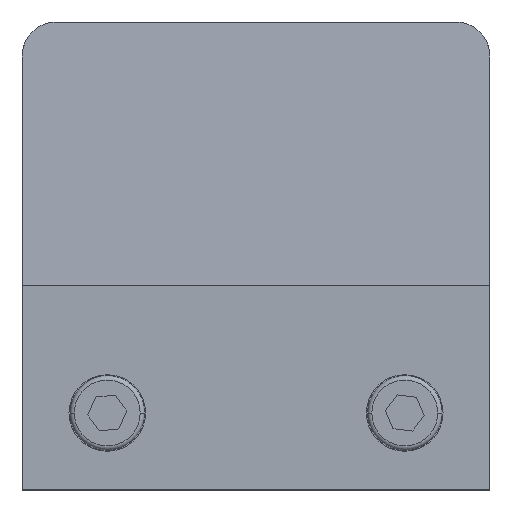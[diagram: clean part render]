
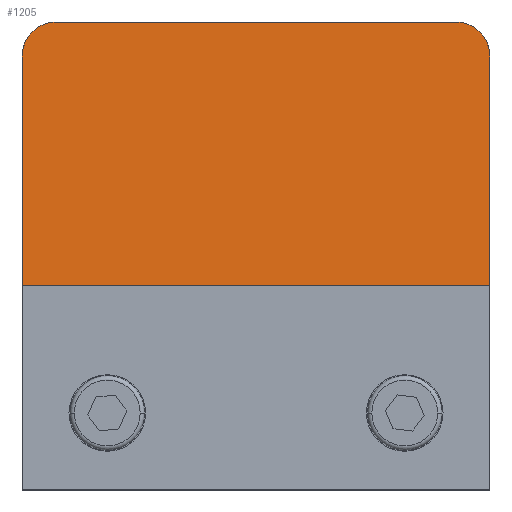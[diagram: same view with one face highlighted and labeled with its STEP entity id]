
A CAD part, top view. The second image highlights one B-rep face of the part: STEP entity #1205.
In plain terms, the highlighted planar face has unit normal (0, 0.064, 0.998).
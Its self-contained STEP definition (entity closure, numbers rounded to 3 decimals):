
#17 = EDGE_CURVE ( 'NONE', #3083, #1828, #152, .T. ) ;
#26 = VECTOR ( 'NONE', #2822, 1000. ) ;
#147 = ORIENTED_EDGE ( 'NONE', *, *, #2559, .T. ) ;
#152 = LINE ( 'NONE', #2930, #1269 ) ;
#162 = CARTESIAN_POINT ( 'NONE',  ( 27.5, 6.5, 23.5 ) ) ;
#228 = DIRECTION ( 'NONE',  ( -1., 0., 0. ) ) ;
#233 = CARTESIAN_POINT ( 'NONE',  ( -27.5, 33.5, 21.758 ) ) ;
#355 = FACE_OUTER_BOUND ( 'NONE', #3012, .T. ) ;
#454 =( BOUNDED_CURVE ( )  B_SPLINE_CURVE ( 3, ( #2477, #1212, #2223, #2443 ),
 .UNSPECIFIED., .F., .T. ) 
 B_SPLINE_CURVE_WITH_KNOTS ( ( 4, 4 ),
 ( 4.712, 6.283 ),
 .UNSPECIFIED. ) 
 CURVE ( )  GEOMETRIC_REPRESENTATION_ITEM ( )  RATIONAL_B_SPLINE_CURVE ( ( 1., 0.805, 0.805, 1. ) ) 
 REPRESENTATION_ITEM ( '' )  );
#504 = ORIENTED_EDGE ( 'NONE', *, *, #2314, .F. ) ;
#647 = CARTESIAN_POINT ( 'NONE',  ( 23.5, 37.5, 21.5 ) ) ;
#771 = CARTESIAN_POINT ( 'NONE',  ( -27.5, 35.843, 21.607 ) ) ;
#802 = CARTESIAN_POINT ( 'NONE',  ( -23.5, 37.5, 21.5 ) ) ;
#922 = ORIENTED_EDGE ( 'NONE', *, *, #3239, .T. ) ;
#989 = VECTOR ( 'NONE', #228, 1000. ) ;
#1205 = ADVANCED_FACE ( 'NONE', ( #355 ), #2865, .F. ) ;
#1212 = CARTESIAN_POINT ( 'NONE',  ( 27.5, 35.843, 21.607 ) ) ;
#1269 = VECTOR ( 'NONE', #2970, 1000. ) ;
#1276 = LINE ( 'NONE', #2077, #26 ) ;
#1303 = CARTESIAN_POINT ( 'NONE',  ( 27.5, 37.5, 21.5 ) ) ;
#1359 = CARTESIAN_POINT ( 'NONE',  ( 27.5, 33.5, 21.758 ) ) ;
#1428 = CARTESIAN_POINT ( 'NONE',  ( -27.5, 33.5, 21.758 ) ) ;
#1496 = LINE ( 'NONE', #2526, #989 ) ;
#1667 = CARTESIAN_POINT ( 'NONE',  ( -27.5, 6.5, 23.5 ) ) ;
#1672 = VERTEX_POINT ( 'NONE', #647 ) ;
#1828 = VERTEX_POINT ( 'NONE', #2590 ) ;
#2077 = CARTESIAN_POINT ( 'NONE',  ( -27.5, 37.5, 21.5 ) ) ;
#2118 = DIRECTION ( 'NONE',  ( 0., 0.998, -0.064 ) ) ;
#2164 = ORIENTED_EDGE ( 'NONE', *, *, #17, .F. ) ;
#2172 = VERTEX_POINT ( 'NONE', #802 ) ;
#2203 = AXIS2_PLACEMENT_3D ( 'NONE', #1303, #3158, #2118 ) ;
#2223 = CARTESIAN_POINT ( 'NONE',  ( 25.843, 37.5, 21.5 ) ) ;
#2238 = VERTEX_POINT ( 'NONE', #1667 ) ;
#2313 = VERTEX_POINT ( 'NONE', #1428 ) ;
#2314 = EDGE_CURVE ( 'NONE', #1828, #2238, #2462, .T. ) ;
#2432 = ORIENTED_EDGE ( 'NONE', *, *, #2876, .T. ) ;
#2443 = CARTESIAN_POINT ( 'NONE',  ( 23.5, 37.5, 21.5 ) ) ;
#2462 = LINE ( 'NONE', #162, #2470 ) ;
#2470 = VECTOR ( 'NONE', #3233, 1000. ) ;
#2477 = CARTESIAN_POINT ( 'NONE',  ( 27.5, 33.5, 21.758 ) ) ;
#2526 = CARTESIAN_POINT ( 'NONE',  ( 27.5, 37.5, 21.5 ) ) ;
#2530 = CARTESIAN_POINT ( 'NONE',  ( -25.843, 37.5, 21.5 ) ) ;
#2559 = EDGE_CURVE ( 'NONE', #2172, #2313, #2849, .T. ) ;
#2590 = CARTESIAN_POINT ( 'NONE',  ( 27.5, 6.5, 23.5 ) ) ;
#2782 = CARTESIAN_POINT ( 'NONE',  ( -23.5, 37.5, 21.5 ) ) ;
#2822 = DIRECTION ( 'NONE',  ( 0., -0.998, 0.064 ) ) ;
#2849 =( BOUNDED_CURVE ( )  B_SPLINE_CURVE ( 3, ( #2782, #2530, #771, #233 ),
 .UNSPECIFIED., .F., .T. ) 
 B_SPLINE_CURVE_WITH_KNOTS ( ( 4, 4 ),
 ( 3.142, 4.712 ),
 .UNSPECIFIED. ) 
 CURVE ( )  GEOMETRIC_REPRESENTATION_ITEM ( )  RATIONAL_B_SPLINE_CURVE ( ( 1., 0.805, 0.805, 1. ) ) 
 REPRESENTATION_ITEM ( '' )  );
#2865 = PLANE ( 'NONE',  #2203 ) ;
#2876 = EDGE_CURVE ( 'NONE', #2313, #2238, #1276, .T. ) ;
#2930 = CARTESIAN_POINT ( 'NONE',  ( 27.5, 37.5, 21.5 ) ) ;
#2970 = DIRECTION ( 'NONE',  ( 0., -0.998, 0.064 ) ) ;
#3010 = EDGE_CURVE ( 'NONE', #1672, #2172, #1496, .T. ) ;
#3012 = EDGE_LOOP ( 'NONE', ( #3184, #147, #2432, #504, #2164, #922 ) ) ;
#3083 = VERTEX_POINT ( 'NONE', #1359 ) ;
#3158 = DIRECTION ( 'NONE',  ( 0., -0.064, -0.998 ) ) ;
#3184 = ORIENTED_EDGE ( 'NONE', *, *, #3010, .T. ) ;
#3233 = DIRECTION ( 'NONE',  ( -1., 0., 0. ) ) ;
#3239 = EDGE_CURVE ( 'NONE', #3083, #1672, #454, .T. ) ;
